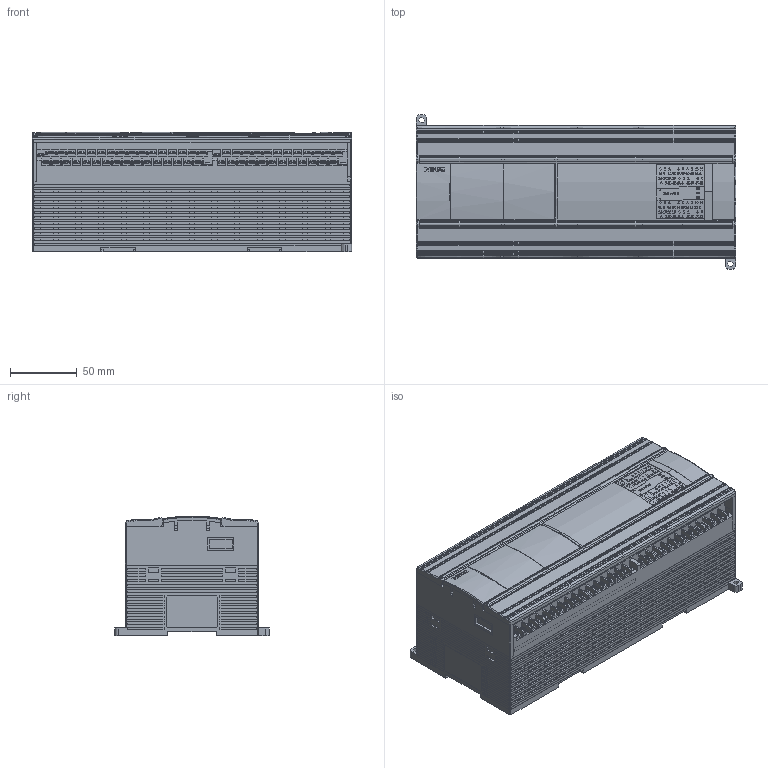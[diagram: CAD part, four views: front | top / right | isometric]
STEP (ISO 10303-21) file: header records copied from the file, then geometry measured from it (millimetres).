
FILE_DESCRIPTION(/* description */ (''),/* implementation_level */ '2;1');
FILE_NAME(/* name */ 'XD5-80~3',/* time_stamp */ '2022-12-08T16:52:42+08:00',/* author */ (''),/* organization */ (''),/* preprocessor_version */ 'ST-DEVELOPER v16.5',/* originating_system */ '',/* authorisation */ '');
FILE_SCHEMA (('CONFIG_CONTROL_DESIGN'));
Products named in the file (1): Document
Bounding box: 239.81 x 116 x 89.98 mm (x, y, z)
Volume: 1908071.9 mm3; surface area: 192948.9 mm2
Topology: 1 solids, 173 shells, 10566 faces, 30222 edges, 20142 vertices
Faces by surface type: plane 8550, bspline 1207, cylinder 809
Entity records: 353207 total; most frequent: CARTESIAN_POINT 155531, ORIENTED_EDGE 58959, EDGE_CURVE 30194, B_SPLINE_CURVE_WITH_KNOTS 26842, VERTEX_POINT 20142, EDGE_LOOP 11115, ADVANCED_FACE 10559, FACE_OUTER_BOUND 10559
